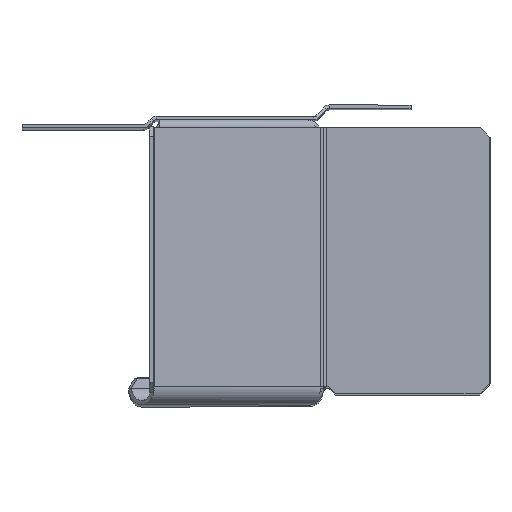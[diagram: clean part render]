
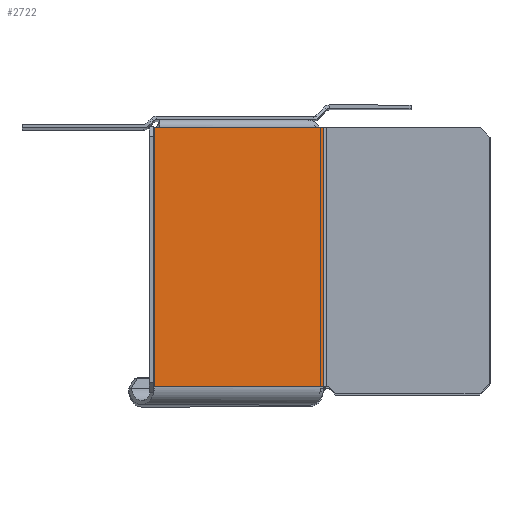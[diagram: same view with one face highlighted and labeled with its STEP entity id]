
A CAD part, top view. The second image highlights one B-rep face of the part: STEP entity #2722.
In plain terms, the highlighted face is planar.
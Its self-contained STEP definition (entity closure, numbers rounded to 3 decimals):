
#1846=DIRECTION('',(0.,-1.,0.));
#1847=VECTOR('',#1846,78.035);
#1848=CARTESIAN_POINT('',(-290.833,250.726,0.));
#1849=LINE('',#1848,#1847);
#1854=DIRECTION('',(1.,0.,0.));
#1855=VECTOR('',#1854,1.815);
#1856=CARTESIAN_POINT('',(-220.649,250.726,
0.));
#1857=LINE('',#1856,#1855);
#1858=DIRECTION('',(1.,0.,0.));
#1859=VECTOR('',#1858,72.);
#1860=CARTESIAN_POINT('',(-290.833,172.691,0.));
#1861=LINE('',#1860,#1859);
#1998=DIRECTION('',(-1.,0.,0.));
#1999=VECTOR('',#1998,1.815);
#2000=CARTESIAN_POINT('',(-289.018,250.726,
0.));
#2001=LINE('',#2000,#1999);
#2086=DIRECTION('',(0.,1.,0.));
#2087=VECTOR('',#2086,78.035);
#2088=CARTESIAN_POINT('',(-218.833,172.691,0.));
#2089=LINE('',#2088,#2087);
#2370=DIRECTION('',(-1.,0.,0.));
#2371=VECTOR('',#2370,68.369);
#2372=CARTESIAN_POINT('',(-220.649,250.726,
0.));
#2373=LINE('',#2372,#2371);
#2532=CARTESIAN_POINT('',(-290.833,172.691,0.));
#2533=VERTEX_POINT('',#2532);
#2541=CARTESIAN_POINT('',(-289.018,250.726,
0.));
#2542=VERTEX_POINT('',#2541);
#2543=CARTESIAN_POINT('',(-218.833,172.691,0.));
#2545=VERTEX_POINT('',#2543);
#2549=CARTESIAN_POINT('',(-218.833,250.726,0.));
#2550=VERTEX_POINT('',#2549);
#2569=CARTESIAN_POINT('',(-290.833,250.726,0.));
#2571=VERTEX_POINT('',#2569);
#2577=CARTESIAN_POINT('',(-220.649,250.726,
0.));
#2578=VERTEX_POINT('',#2577);
#2704=CARTESIAN_POINT('',(0.,50.,0.));
#2705=DIRECTION('',(0.,0.,1.));
#2706=DIRECTION('',(1.,0.,0.));
#2707=AXIS2_PLACEMENT_3D('',#2704,#2705,#2706);
#2708=PLANE('',#2707);
#2709=ORIENTED_EDGE('',*,*,#2694,.T.);
#2711=ORIENTED_EDGE('',*,*,#2710,.T.);
#2713=ORIENTED_EDGE('',*,*,#2712,.T.);
#2715=ORIENTED_EDGE('',*,*,#2714,.F.);
#2717=ORIENTED_EDGE('',*,*,#2716,.T.);
#2719=ORIENTED_EDGE('',*,*,#2718,.T.);
#2720=EDGE_LOOP('',(#2709,#2711,#2713,#2715,#2717,#2719));
#2721=FACE_OUTER_BOUND('',#2720,.F.);
#2722=ADVANCED_FACE('',(#2721),#2708,.F.);
#2694=EDGE_CURVE('',#2571,#2533,#1849,.T.);
#2710=EDGE_CURVE('',#2533,#2545,#1861,.T.);
#2712=EDGE_CURVE('',#2545,#2550,#2089,.T.);
#2714=EDGE_CURVE('',#2578,#2550,#1857,.T.);
#2716=EDGE_CURVE('',#2578,#2542,#2373,.T.);
#2718=EDGE_CURVE('',#2542,#2571,#2001,.T.);
